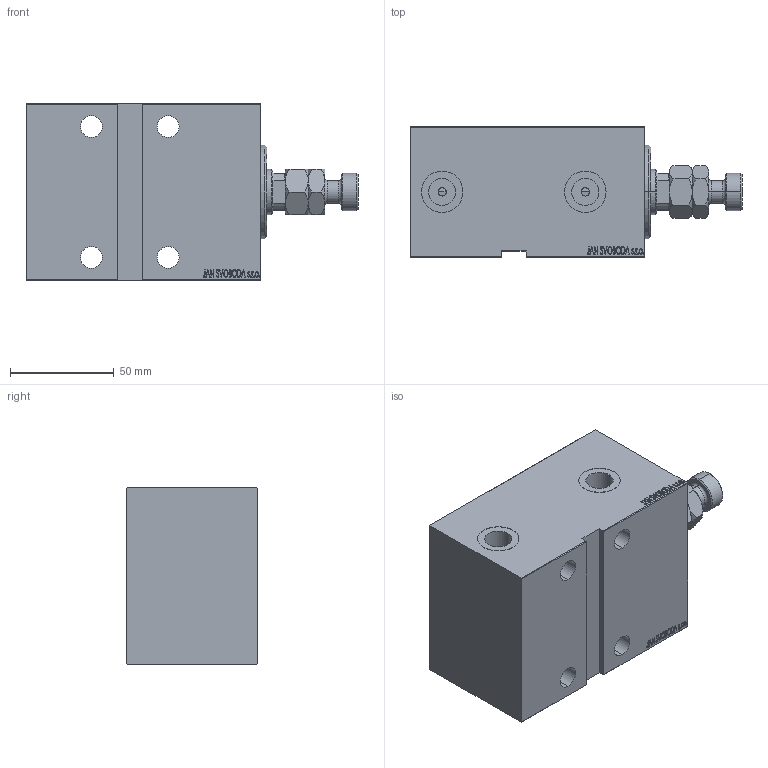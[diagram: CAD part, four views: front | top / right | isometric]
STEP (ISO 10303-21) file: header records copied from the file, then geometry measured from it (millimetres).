
FILE_DESCRIPTION (( 'STEP AP203' ), '1' );
FILE_NAME ('ce46.STEP', '2022-04-17T03:15:29', ( '' ), ( '' ), 'SwSTEP 2.0', 'SolidWorks 2019', '' );
FILE_SCHEMA (( 'CONFIG_CONTROL_DESIGN' ));
Length unit declared in the file: millimetre
Products named in the file (5): V450CM_E_Body a2c9b1edbc354123dc674e77cd086da7; MFA a2c9b1edbc354123dc674e77cd086da7; ce46; V450CM_VC_B a2c9b1edbc354123dc674e77cd086da7; V450CM_E_VCP a2c9b1edbc354123dc674e77cd086da7
Assembly tree (4 placements, depth 2):
  ce46
    V450CM_E_Body a2c9b1edbc354123dc674e77cd086da7
    V450CM_E_VCP a2c9b1edbc354123dc674e77cd086da7
    V450CM_VC_B a2c9b1edbc354123dc674e77cd086da7
    MFA a2c9b1edbc354123dc674e77cd086da7
Bounding box: 160 x 63 x 85 mm (x, y, z)
Volume: 523586.8 mm3; surface area: 92315.7 mm2
Topology: 4 solids, 4 shells, 929 faces, 2355 edges, 1549 vertices
Faces by surface type: plane 433, bspline 380, cylinder 70, cone 42, torus 4
Entity records: 45504 total; most frequent: CARTESIAN_POINT 25138, ORIENTED_EDGE 4706, DIRECTION 2825, EDGE_CURVE 2353, VERTEX_POINT 1549, LINE 1349, VECTOR 1349, EDGE_LOOP 1060
